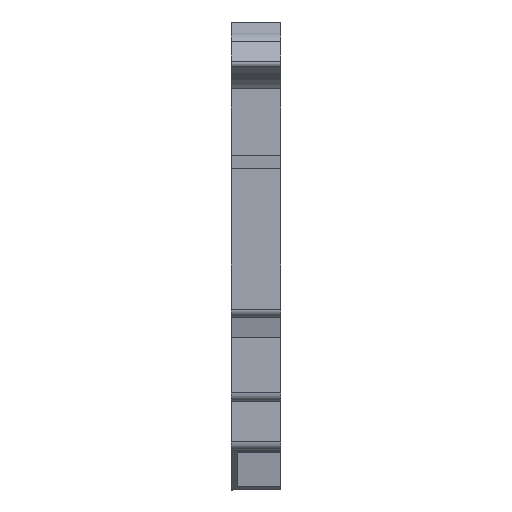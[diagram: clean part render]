
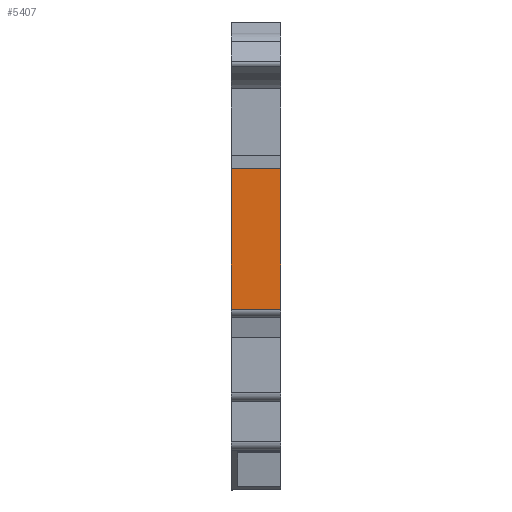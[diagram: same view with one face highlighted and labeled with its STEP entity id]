
A CAD part, front view. The second image highlights one B-rep face of the part: STEP entity #5407.
In plain terms, the highlighted planar face has unit normal (0, -1, 0).
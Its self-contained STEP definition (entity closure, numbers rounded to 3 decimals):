
#90=DIRECTION('',(0.,0.,-1.));
#91=VECTOR('',#90,17.21);
#92=CARTESIAN_POINT('',(0.,-9.05,5.95));
#93=LINE('',#92,#91);
#1381=DIRECTION('',(0.,0.,-1.));
#1382=VECTOR('',#1381,17.21);
#1383=CARTESIAN_POINT('',(-6.1,-9.05,5.95));
#1384=LINE('',#1383,#1382);
#1459=DIRECTION('',(1.,0.,0.));
#1460=VECTOR('',#1459,6.1);
#1461=CARTESIAN_POINT('',(-6.1,-9.05,-11.26));
#1462=LINE('',#1461,#1460);
#1463=DIRECTION('',(1.,0.,0.));
#1464=VECTOR('',#1463,6.1);
#1465=CARTESIAN_POINT('',(-6.1,-9.05,5.95));
#1466=LINE('',#1465,#1464);
#3642=CARTESIAN_POINT('',(0.,-9.05,-11.26));
#3643=VERTEX_POINT('',#3642);
#3644=CARTESIAN_POINT('',(0.,-9.05,5.95));
#3646=VERTEX_POINT('',#3644);
#3668=CARTESIAN_POINT('',(-6.1,-9.05,-11.26));
#3669=VERTEX_POINT('',#3668);
#3670=CARTESIAN_POINT('',(-6.1,-9.05,5.95));
#3672=VERTEX_POINT('',#3670);
#5395=CARTESIAN_POINT('',(0.,-9.05,24.));
#5396=DIRECTION('',(0.,-1.,0.));
#5397=DIRECTION('',(0.,0.,-1.));
#5398=AXIS2_PLACEMENT_3D('',#5395,#5396,#5397);
#5399=PLANE('',#5398);
#5400=ORIENTED_EDGE('',*,*,#5390,.F.);
#5401=ORIENTED_EDGE('',*,*,#5241,.F.);
#5403=ORIENTED_EDGE('',*,*,#5402,.T.);
#5404=ORIENTED_EDGE('',*,*,#4160,.T.);
#5405=EDGE_LOOP('',(#5400,#5401,#5403,#5404));
#5406=FACE_OUTER_BOUND('',#5405,.F.);
#5407=ADVANCED_FACE('',(#5406),#5399,.T.);
#4160=EDGE_CURVE('',#3646,#3643,#93,.T.);
#5241=EDGE_CURVE('',#3672,#3669,#1384,.T.);
#5390=EDGE_CURVE('',#3669,#3643,#1462,.T.);
#5402=EDGE_CURVE('',#3672,#3646,#1466,.T.);
